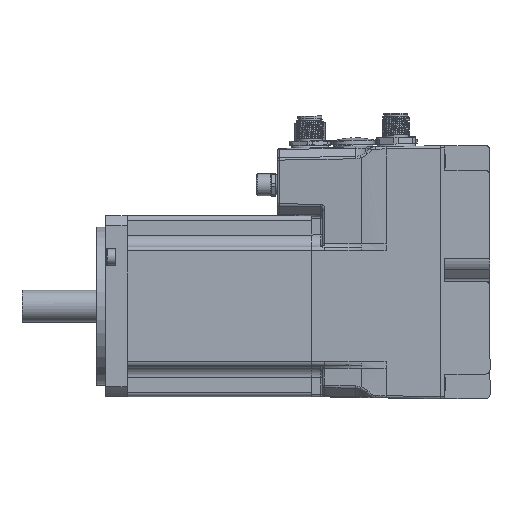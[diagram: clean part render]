
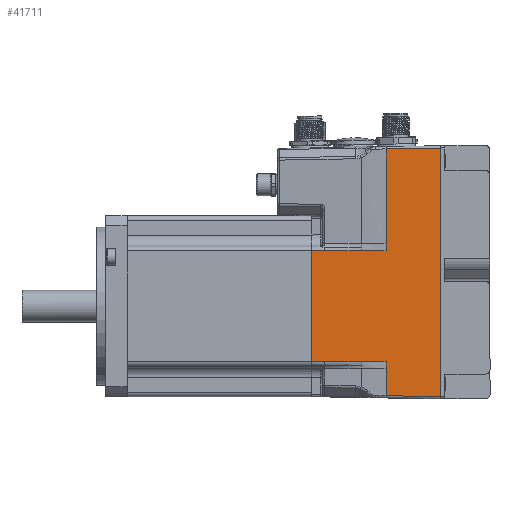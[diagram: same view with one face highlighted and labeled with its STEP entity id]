
A CAD part, left-side view. The second image highlights one B-rep face of the part: STEP entity #41711.
In plain terms, the highlighted planar face has unit normal (-1, 0.018, 0).
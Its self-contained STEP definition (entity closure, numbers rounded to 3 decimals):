
#2292=FACE_OUTER_BOUND('',#4631,.T.);
#4631=EDGE_LOOP('',(#27255,#27256,#27257,#27258,#27259,#27260,#27261,#27262,
#27263,#27264,#27265,#27266,#27267,#27268));
#6974=B_SPLINE_CURVE_WITH_KNOTS('',3,(#70968,#70969,#70970,#70971,#70972,
#70973),.UNSPECIFIED.,.F.,.F.,(4,2,4),(-43.006,-13.565,
-1.),.UNSPECIFIED.);
#9534=LINE('',#60567,#12620);
#9682=LINE('',#69796,#12768);
#9685=LINE('',#69805,#12771);
#9688=LINE('',#70181,#12774);
#9689=LINE('',#70405,#12775);
#9690=LINE('',#70929,#12776);
#9691=LINE('',#70931,#12777);
#9702=LINE('',#70975,#12788);
#9703=LINE('',#70977,#12789);
#9704=LINE('',#70979,#12790);
#9705=LINE('',#70981,#12791);
#9706=LINE('',#70982,#12792);
#9707=LINE('',#70983,#12793);
#12620=VECTOR('',#48625,10.);
#12768=VECTOR('',#49257,10.);
#12771=VECTOR('',#49268,10.);
#12774=VECTOR('',#49279,10.);
#12775=VECTOR('',#49280,10.);
#12776=VECTOR('',#49281,10.);
#12777=VECTOR('',#49282,10.);
#12788=VECTOR('',#49327,10.);
#12789=VECTOR('',#49328,10.);
#12790=VECTOR('',#49329,10.);
#12791=VECTOR('',#49330,10.);
#12792=VECTOR('',#49331,10.);
#12793=VECTOR('',#49332,10.);
#15935=VERTEX_POINT('',#60563);
#15937=VERTEX_POINT('',#60566);
#16129=VERTEX_POINT('',#69689);
#16139=VERTEX_POINT('',#69795);
#16141=VERTEX_POINT('',#69803);
#16150=VERTEX_POINT('',#70136);
#16151=VERTEX_POINT('',#70180);
#16154=VERTEX_POINT('',#70404);
#16156=VERTEX_POINT('',#70928);
#16157=VERTEX_POINT('',#70930);
#16167=VERTEX_POINT('',#70974);
#16168=VERTEX_POINT('',#70976);
#16169=VERTEX_POINT('',#70978);
#16170=VERTEX_POINT('',#70980);
#20098=EDGE_CURVE('',#15937,#15935,#9534,.F.);
#20454=EDGE_CURVE('',#16139,#16129,#9682,.T.);
#20459=EDGE_CURVE('',#15935,#16141,#9685,.T.);
#20469=EDGE_CURVE('',#16150,#16151,#9688,.T.);
#20473=EDGE_CURVE('',#16151,#16154,#9689,.T.);
#20478=EDGE_CURVE('',#16154,#16156,#9690,.T.);
#20479=EDGE_CURVE('',#16156,#16157,#9691,.T.);
#20499=EDGE_CURVE('',#16157,#16141,#6974,.T.);
#20500=EDGE_CURVE('',#16150,#16167,#9702,.T.);
#20501=EDGE_CURVE('',#16167,#16168,#9703,.T.);
#20502=EDGE_CURVE('',#16168,#16169,#9704,.T.);
#20503=EDGE_CURVE('',#16169,#16170,#9705,.T.);
#20504=EDGE_CURVE('',#16170,#16139,#9706,.T.);
#20505=EDGE_CURVE('',#16129,#15937,#9707,.T.);
#27255=ORIENTED_EDGE('',*,*,#20098,.T.);
#27256=ORIENTED_EDGE('',*,*,#20459,.T.);
#27257=ORIENTED_EDGE('',*,*,#20499,.F.);
#27258=ORIENTED_EDGE('',*,*,#20479,.F.);
#27259=ORIENTED_EDGE('',*,*,#20478,.F.);
#27260=ORIENTED_EDGE('',*,*,#20473,.F.);
#27261=ORIENTED_EDGE('',*,*,#20469,.F.);
#27262=ORIENTED_EDGE('',*,*,#20500,.T.);
#27263=ORIENTED_EDGE('',*,*,#20501,.T.);
#27264=ORIENTED_EDGE('',*,*,#20502,.T.);
#27265=ORIENTED_EDGE('',*,*,#20503,.T.);
#27266=ORIENTED_EDGE('',*,*,#20504,.T.);
#27267=ORIENTED_EDGE('',*,*,#20454,.T.);
#27268=ORIENTED_EDGE('',*,*,#20505,.T.);
#38219=PLANE('',#44303);
#41711=ADVANCED_FACE('',(#2292),#38219,.T.);
#44303=AXIS2_PLACEMENT_3D('',#70967,#49325,#49326);
#48625=DIRECTION('',(0.,0.,-1.));
#49257=DIRECTION('',(0.,0.,-1.));
#49268=DIRECTION('',(0.017,1.,-0.017));
#49279=DIRECTION('',(-0.017,-1.,0.));
#49280=DIRECTION('',(-0.017,-1.,0.));
#49281=DIRECTION('',(-0.017,-1.,0.));
#49282=DIRECTION('',(0.,0.,1.));
#49325=DIRECTION('center_axis',(-1.,0.017,0.));
#49326=DIRECTION('ref_axis',(0.,0.,
1.));
#49327=DIRECTION('',(0.,0.,-1.));
#49328=DIRECTION('',(-0.017,-1.,0.));
#49329=DIRECTION('',(-0.017,-1.,0.));
#49330=DIRECTION('',(-0.017,-1.,0.));
#49331=DIRECTION('',(0.,0.,-1.));
#49332=DIRECTION('',(-0.017,-1.,-0.017));
#60563=CARTESIAN_POINT('',(-40.995,-57.,69.995));
#60566=CARTESIAN_POINT('',(-40.995,-57.,-39.996));
#60567=CARTESIAN_POINT('',(-40.995,-57.,-46.185));
#69689=CARTESIAN_POINT('',(-40.576,-33.024,-39.577));
#69795=CARTESIAN_POINT('',(-40.576,-33.024,-27.57));
#69796=CARTESIAN_POINT('',(-40.576,-33.024,-27.57));
#69803=CARTESIAN_POINT('',(-40.576,-33.024,69.577));
#69805=CARTESIAN_POINT('',(-40.89,-51.,69.89));
#70136=CARTESIAN_POINT('',(-40.,0.,24.505));
#70180=CARTESIAN_POINT('',(-40.103,-5.906,24.505));
#70181=CARTESIAN_POINT('',(-40.,0.001,24.505));
#70404=CARTESIAN_POINT('',(-40.384,-22.,24.505));
#70405=CARTESIAN_POINT('',(-40.103,-5.906,24.505));
#70928=CARTESIAN_POINT('',(-40.576,-33.024,24.505));
#70929=CARTESIAN_POINT('',(-40.384,-22.,24.505));
#70930=CARTESIAN_POINT('',(-40.576,-33.024,27.57));
#70931=CARTESIAN_POINT('',(-40.576,-33.024,24.505));
#70967=CARTESIAN_POINT('Origin',(-39.651,20.,-41.25));
#70968=CARTESIAN_POINT('Ctrl Pts',(-40.576,-33.024,
27.57));
#70969=CARTESIAN_POINT('Ctrl Pts',(-40.576,-33.024,
37.384));
#70970=CARTESIAN_POINT('Ctrl Pts',(-40.576,-33.024,
47.198));
#70971=CARTESIAN_POINT('Ctrl Pts',(-40.576,-33.024,61.2));
#70972=CARTESIAN_POINT('Ctrl Pts',(-40.576,-33.024,
65.388));
#70973=CARTESIAN_POINT('Ctrl Pts',(-40.576,-33.024,
69.577));
#70974=CARTESIAN_POINT('',(-40.,0.,-24.505));
#70975=CARTESIAN_POINT('',(-40.,0.,-46.997));
#70976=CARTESIAN_POINT('',(-40.103,-5.906,-24.505));
#70977=CARTESIAN_POINT('',(-40.,0.001,-24.505));
#70978=CARTESIAN_POINT('',(-40.384,-22.,-24.505));
#70979=CARTESIAN_POINT('',(-40.103,-5.906,-24.505));
#70980=CARTESIAN_POINT('',(-40.576,-33.024,-24.505));
#70981=CARTESIAN_POINT('',(-40.384,-22.,-24.505));
#70982=CARTESIAN_POINT('',(-40.576,-33.024,-24.505));
#70983=CARTESIAN_POINT('',(-40.576,-33.024,-39.577));
